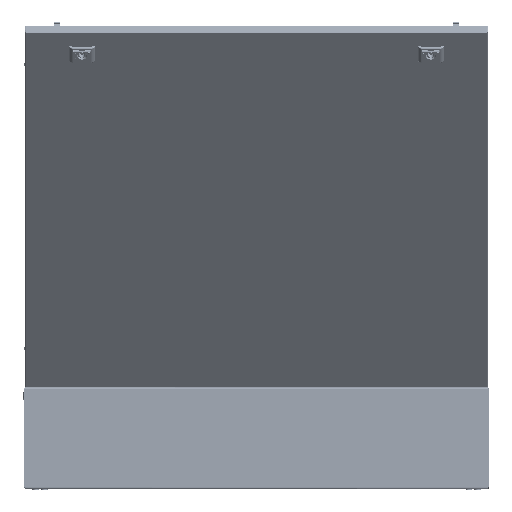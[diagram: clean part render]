
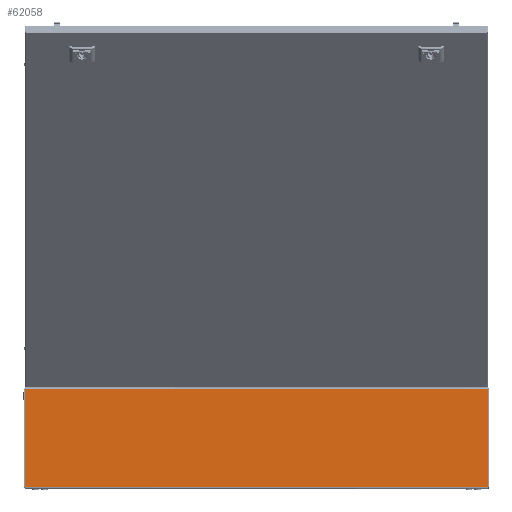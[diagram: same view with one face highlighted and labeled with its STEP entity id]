
A CAD part, front view. The second image highlights one B-rep face of the part: STEP entity #62058.
In plain terms, the highlighted planar face has unit normal (0, -1, 0).
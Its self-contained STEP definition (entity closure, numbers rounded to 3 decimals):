
#13004 = LINE ( 'NONE', #13024, #13804 ) ;
#13007 = LINE ( 'NONE', #13017, #13796 ) ;
#13011 = LINE ( 'NONE', #13031, #13807 ) ;
#13017 = CARTESIAN_POINT ( 'NONE',  ( 398.4, -400., 1.5 ) ) ;
#13020 = LINE ( 'NONE', #13045, #13809 ) ;
#13022 = DIRECTION ( 'NONE',  ( 0., 0., 1. ) ) ;
#13024 = CARTESIAN_POINT ( 'NONE',  ( -398.4, -400., 1.5 ) ) ;
#13029 = DIRECTION ( 'NONE',  ( 0., 0., 1. ) ) ;
#13031 = CARTESIAN_POINT ( 'NONE',  ( 397.793, -400., 170.5 ) ) ;
#13035 = DIRECTION ( 'NONE',  ( -1., 0., 0. ) ) ;
#13045 = CARTESIAN_POINT ( 'NONE',  ( -398.5, -400., 1.5 ) ) ;
#13050 = DIRECTION ( 'NONE',  ( -1., 0., 0. ) ) ;
#13796 = VECTOR ( 'NONE', #13022, 1000. ) ;
#13804 = VECTOR ( 'NONE', #13029, 1000. ) ;
#13807 = VECTOR ( 'NONE', #13035, 1000. ) ;
#13809 = VECTOR ( 'NONE', #13050, 1000. ) ;
#31919 = AXIS2_PLACEMENT_3D ( 'NONE', #98551, #98556, #98562 ) ;
#44302 = ORIENTED_EDGE ( 'NONE', *, *, #47459, .T. ) ;
#44304 = ORIENTED_EDGE ( 'NONE', *, *, #47456, .F. ) ;
#44306 = ORIENTED_EDGE ( 'NONE', *, *, #47464, .F. ) ;
#44308 = ORIENTED_EDGE ( 'NONE', *, *, #47452, .T. ) ;
#47452 = EDGE_CURVE ( 'NONE', #63041, #63036, #13007, .T. ) ;
#47456 = EDGE_CURVE ( 'NONE', #63025, #63022, #13004, .T. ) ;
#47459 = EDGE_CURVE ( 'NONE', #63036, #63022, #13011, .T. ) ;
#47464 = EDGE_CURVE ( 'NONE', #63041, #63025, #13020, .T. ) ;
#62058 = ADVANCED_FACE ( 'NONE', ( #98535 ), #98541, .F. ) ;
#63022 = VERTEX_POINT ( 'NONE', #92990 ) ;
#63025 = VERTEX_POINT ( 'NONE', #93009 ) ;
#63036 = VERTEX_POINT ( 'NONE', #93074 ) ;
#63041 = VERTEX_POINT ( 'NONE', #93099 ) ;
#77118 = EDGE_LOOP ( 'NONE', ( #44302, #44304, #44306, #44308 ) ) ;
#92990 = CARTESIAN_POINT ( 'NONE',  ( -398.4, -400., 170.5 ) ) ;
#93009 = CARTESIAN_POINT ( 'NONE',  ( -398.4, -400., 1.5 ) ) ;
#93074 = CARTESIAN_POINT ( 'NONE',  ( 398.4, -400., 170.5 ) ) ;
#93099 = CARTESIAN_POINT ( 'NONE',  ( 398.4, -400., 1.5 ) ) ;
#98535 = FACE_OUTER_BOUND ( 'NONE', #77118, .T. ) ;
#98541 = PLANE ( 'NONE',  #31919 ) ;
#98551 = CARTESIAN_POINT ( 'NONE',  ( -398.5, -400., 172. ) ) ;
#98556 = DIRECTION ( 'NONE',  ( 0., 1., 0. ) ) ;
#98562 = DIRECTION ( 'NONE',  ( 0., 0., 1. ) ) ;
